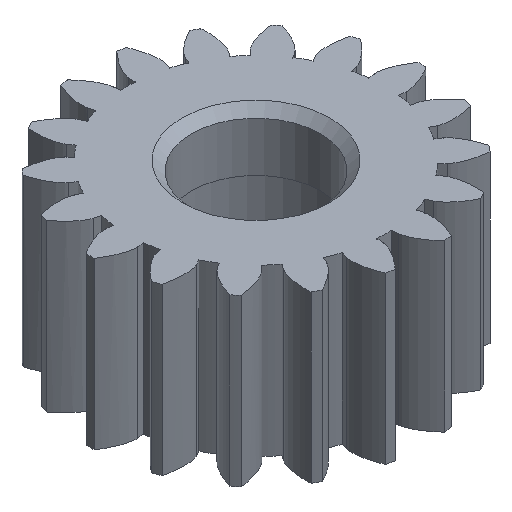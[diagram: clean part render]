
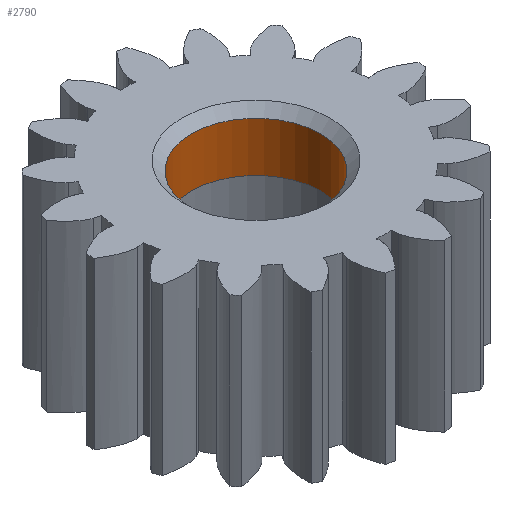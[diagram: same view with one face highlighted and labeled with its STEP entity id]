
A CAD part, isometric view. The second image highlights one B-rep face of the part: STEP entity #2790.
In plain terms, the highlighted cylindrical face has radius 7 mm (diameter 14 mm), a full revolution.
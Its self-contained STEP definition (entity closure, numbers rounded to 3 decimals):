
#275=CYLINDRICAL_SURFACE('',#2960,7.);
#315=FACE_OUTER_BOUND('',#468,.T.);
#468=EDGE_LOOP('',(#1898,#1899,#1900,#1901,#1902));
#625=LINE('',#3788,#846);
#846=VECTOR('',#3170,7.);
#1067=CIRCLE('',#2958,7.);
#1068=CIRCLE('',#2959,7.);
#1069=CIRCLE('',#2961,7.);
#1149=VERTEX_POINT('',#3780);
#1150=VERTEX_POINT('',#3782);
#1151=VERTEX_POINT('',#3786);
#1448=EDGE_CURVE('',#1149,#1150,#1067,.T.);
#1449=EDGE_CURVE('',#1150,#1149,#1068,.T.);
#1450=EDGE_CURVE('',#1151,#1151,#1069,.T.);
#1451=EDGE_CURVE('',#1151,#1150,#625,.T.);
#1898=ORIENTED_EDGE('',*,*,#1450,.F.);
#1899=ORIENTED_EDGE('',*,*,#1451,.T.);
#1900=ORIENTED_EDGE('',*,*,#1448,.F.);
#1901=ORIENTED_EDGE('',*,*,#1449,.F.);
#1902=ORIENTED_EDGE('',*,*,#1451,.F.);
#2790=ADVANCED_FACE('',(#315),#275,.F.);
#2958=AXIS2_PLACEMENT_3D('',#3783,#3162,#3163);
#2959=AXIS2_PLACEMENT_3D('',#3784,#3164,#3165);
#2960=AXIS2_PLACEMENT_3D('',#3785,#3166,#3167);
#2961=AXIS2_PLACEMENT_3D('',#3787,#3168,#3169);
#3162=DIRECTION('center_axis',(0.,0.,-1.));
#3163=DIRECTION('ref_axis',(-1.,0.,0.));
#3164=DIRECTION('center_axis',(0.,0.,-1.));
#3165=DIRECTION('ref_axis',(-1.,0.,0.));
#3166=DIRECTION('center_axis',(0.,0.,1.));
#3167=DIRECTION('ref_axis',(1.,0.,0.));
#3168=DIRECTION('center_axis',(0.,0.,1.));
#3169=DIRECTION('ref_axis',(1.,0.,0.));
#3170=DIRECTION('',(0.,0.,1.));
#3780=CARTESIAN_POINT('',(7.,0.,17.));
#3782=CARTESIAN_POINT('',(-7.,0.,17.));
#3783=CARTESIAN_POINT('Origin',(0.,0.,
17.));
#3784=CARTESIAN_POINT('Origin',(0.,0.,
17.));
#3785=CARTESIAN_POINT('Origin',(0.,0.,
14.813));
#3786=CARTESIAN_POINT('',(-7.,0.,11.625));
#3787=CARTESIAN_POINT('Origin',(0.,0.,
11.625));
#3788=CARTESIAN_POINT('',(-7.,0.,14.813));
